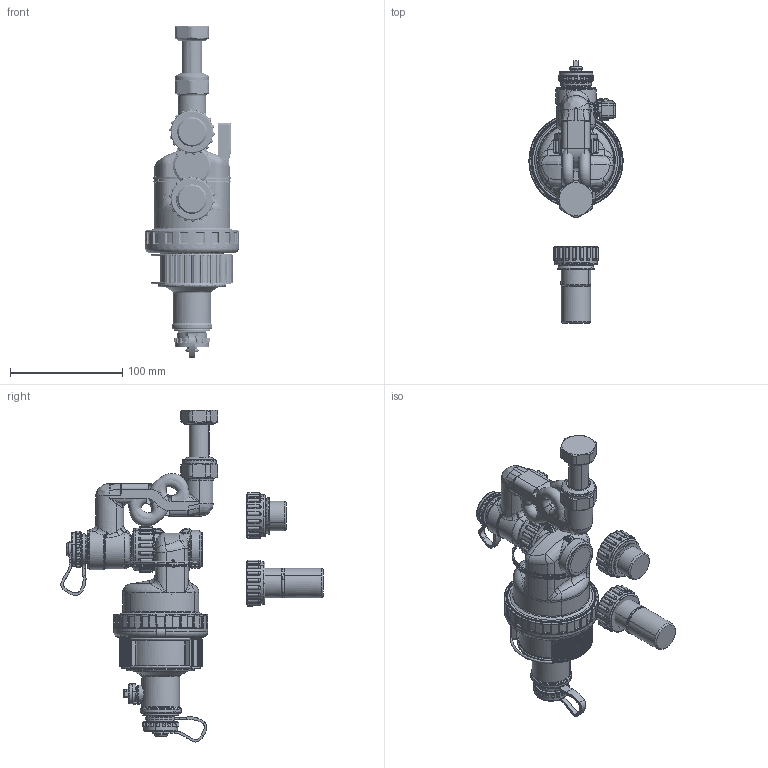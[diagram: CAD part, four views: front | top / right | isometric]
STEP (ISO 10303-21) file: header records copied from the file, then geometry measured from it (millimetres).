
FILE_DESCRIPTION((''),'2;1');
FILE_NAME('_545555002_ALLCATPA00_SW0001','2017-05-25T',('sparenzan'),(''),'CREO PARAMETRIC BY PTC INC, 2016050','CREO PARAMETRIC BY PTC INC, 2016050','');
FILE_SCHEMA(('CONFIG_CONTROL_DESIGN'));
Products named in the file (1): _545555002_ALLCATPA00_SW0001
Bounding box: 84 x 234.2 x 296.4 mm (x, y, z)
Surface area: 268543 mm2 (no closed solid volume)
Topology: 0 solids, 0 shells, 2425 faces, 12516 edges, 12219 vertices
Faces by surface type: bspline 2107, torus 297, sphere 21
Entity records: 264467 total; most frequent: CARTESIAN_POINT 161697, DIRECTION 15632, TRIMMED_CURVE 12424, DEFINITIONAL_REPRESENTATION 12015, PCURVE 12015, COMPOSITE_CURVE_SEGMENT 12015, VECTOR 9852, LINE 9852
